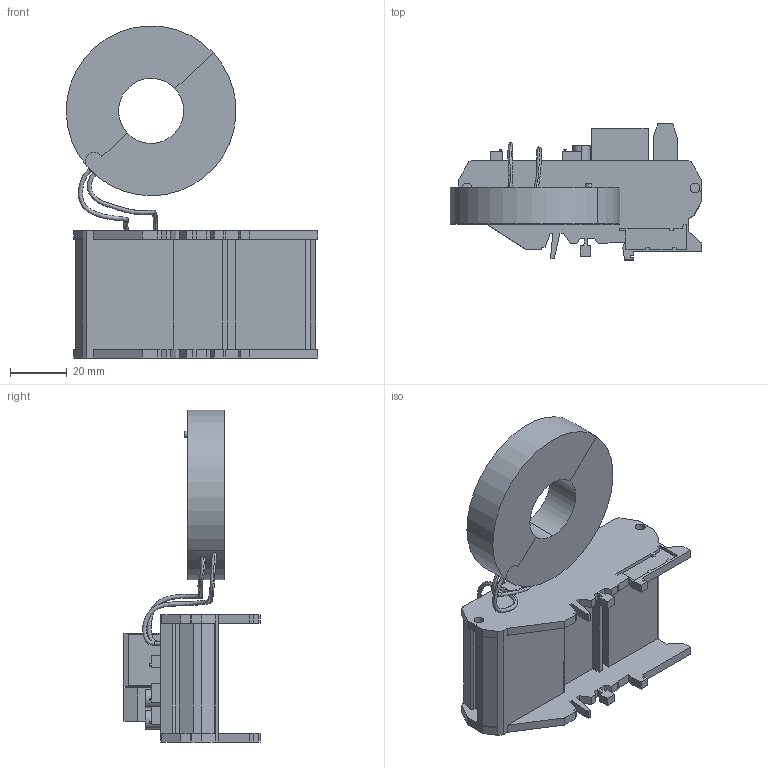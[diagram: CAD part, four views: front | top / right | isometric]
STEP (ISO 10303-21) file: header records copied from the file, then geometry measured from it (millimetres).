
FILE_DESCRIPTION (( 'STEP AP214' ), '1' );
FILE_NAME ('SRCN-C266_3D.STEP', '2022-05-02T22:11:58', ( '' ), ( '' ), 'SwSTEP 2.0', 'SolidWorks 2021', '' );
FILE_SCHEMA (( 'AUTOMOTIVE_DESIGN' ));
Length unit declared in the file: inch
Products named in the file (1): SRCN-C266_3D
Bounding box: 88.85 x 48.08 x 117.3 mm (x, y, z)
Volume: 74839.1 mm3; surface area: 40056.4 mm2
Topology: 12 solids, 12 shells, 514 faces, 1318 edges, 874 vertices
Faces by surface type: plane 425, cylinder 83, bspline 6
Entity records: 21305 total; most frequent: CARTESIAN_POINT 4869, ORIENTED_EDGE 2636, DIRECTION 2514, EDGE_CURVE 1318, VECTOR 1116, LINE 1116, VERTEX_POINT 874, AXIS2_PLACEMENT_3D 699
